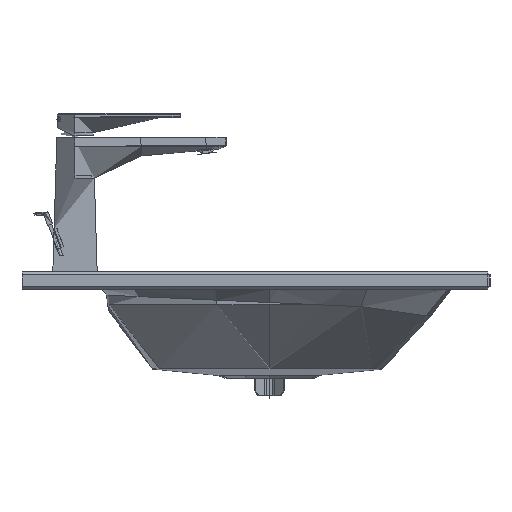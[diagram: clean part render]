
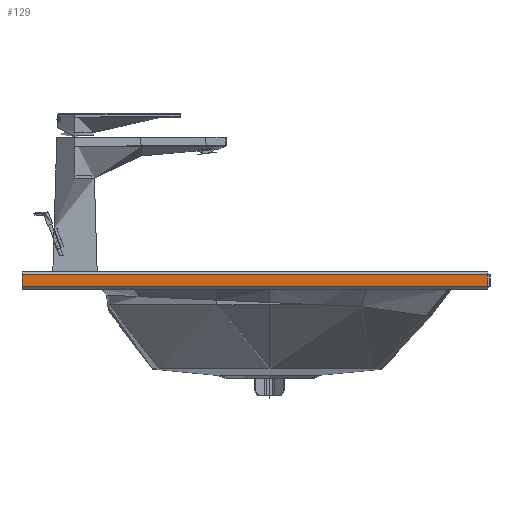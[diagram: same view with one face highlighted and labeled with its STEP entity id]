
A CAD part, left-side view. The second image highlights one B-rep face of the part: STEP entity #129.
In plain terms, the highlighted planar face has unit normal (-1, 0, 0).
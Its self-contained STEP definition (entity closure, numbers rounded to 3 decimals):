
#129=ADVANCED_FACE('',(#433),#5144,.T.);
#433=FACE_OUTER_BOUND('',#737,.T.);
#737=EDGE_LOOP('',(#1277,#1278,#1279,#1280));
#1277=ORIENTED_EDGE('',*,*,#2806,.F.);
#1278=ORIENTED_EDGE('',*,*,#2807,.F.);
#1279=ORIENTED_EDGE('',*,*,#2808,.F.);
#1280=ORIENTED_EDGE('',*,*,#2805,.F.);
#2805=EDGE_CURVE('',#4686,#4687,#3742,.T.);
#2806=EDGE_CURVE('',#4688,#4686,#3743,.T.);
#2807=EDGE_CURVE('',#4689,#4688,#3744,.T.);
#2808=EDGE_CURVE('',#4687,#4689,#3745,.T.);
#3742=B_SPLINE_CURVE_WITH_KNOTS('',1,(#107760,#107761),.UNSPECIFIED.,.F.,
 .F.,(2,2),(-12.,0.),.UNSPECIFIED.);
#3743=B_SPLINE_CURVE_WITH_KNOTS('',1,(#107762,#107763),.UNSPECIFIED.,.F.,
 .F.,(2,2),(-482.,0.),.UNSPECIFIED.);
#3744=B_SPLINE_CURVE_WITH_KNOTS('',1,(#107764,#107765),.UNSPECIFIED.,.F.,
 .F.,(2,2),(-12.,0.),.UNSPECIFIED.);
#3745=B_SPLINE_CURVE_WITH_KNOTS('',1,(#107766,#107767),.UNSPECIFIED.,.F.,
 .F.,(2,2),(-482.,0.),.UNSPECIFIED.);
#4686=VERTEX_POINT('',#103748);
#4687=VERTEX_POINT('',#103749);
#4688=VERTEX_POINT('',#103750);
#4689=VERTEX_POINT('',#103751);
#5144=PLANE('',#5468);
#5468=AXIS2_PLACEMENT_3D('',#52534,#5528,$);
#5528=DIRECTION('',(-1.,0.,0.));
#52534=CARTESIAN_POINT('',(-509.998,290.701,38.774));
#103748=CARTESIAN_POINT('',(-509.998,242.5,39.975));
#103749=CARTESIAN_POINT('',(-509.998,242.5,51.975));
#103750=CARTESIAN_POINT('',(-509.998,-239.5,39.975));
#103751=CARTESIAN_POINT('',(-509.998,-239.5,51.975));
#107760=CARTESIAN_POINT('',(-509.998,242.5,39.975));
#107761=CARTESIAN_POINT('',(-509.998,242.5,51.975));
#107762=CARTESIAN_POINT('',(-509.998,-239.5,39.975));
#107763=CARTESIAN_POINT('',(-509.998,242.5,39.975));
#107764=CARTESIAN_POINT('',(-509.998,-239.5,51.975));
#107765=CARTESIAN_POINT('',(-509.998,-239.5,39.975));
#107766=CARTESIAN_POINT('',(-509.998,242.5,51.975));
#107767=CARTESIAN_POINT('',(-509.998,-239.5,51.975));
